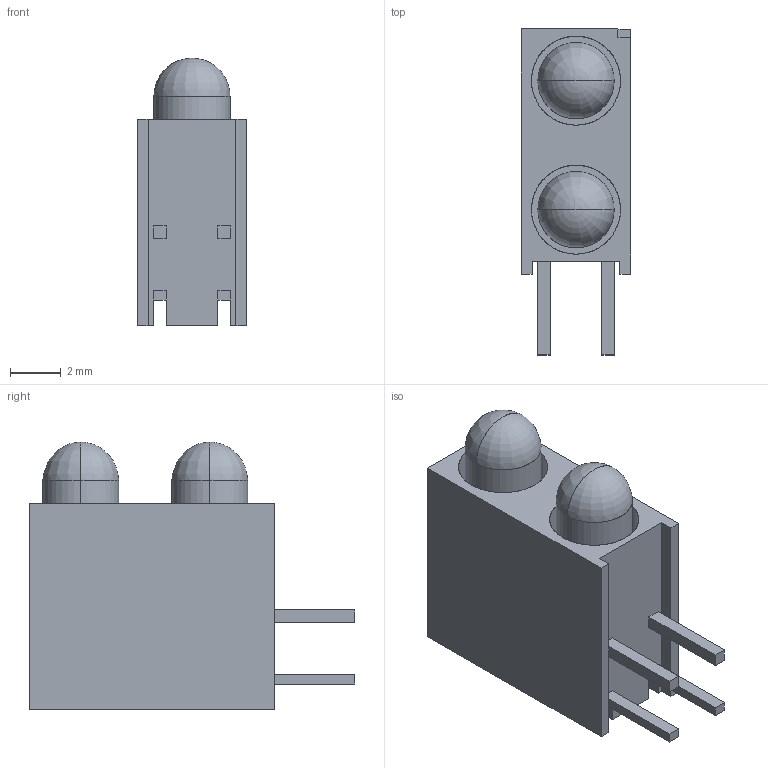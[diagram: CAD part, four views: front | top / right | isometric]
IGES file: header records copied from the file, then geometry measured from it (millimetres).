
Start section: SolidWorks IGES file using analytic representation for surfaces
Global section: file name: 553-0711 for reference only.IGS; native system: SolidWorks 2016; preprocessor: SolidWorks 2016; author: tstoltenburg; date: 171018.084229; units: inch
Bounding box: 4.32 x 12.83 x 10.54 mm (x, y, z)
Surface area: 677.1 mm2 (no closed solid volume)
Topology: 0 solids, 0 shells, 53 faces, 442 edges, 438 vertices
Faces by surface type: bspline 41, revolution 12
